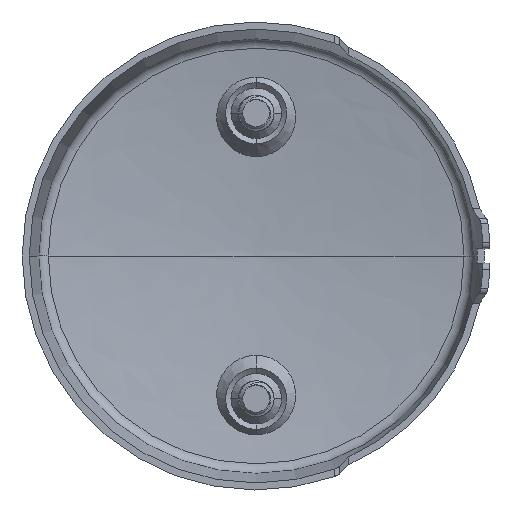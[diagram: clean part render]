
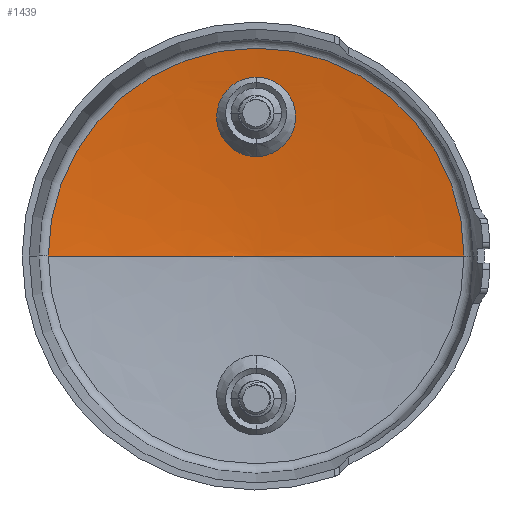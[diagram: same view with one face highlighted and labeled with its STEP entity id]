
A CAD part, front view. The second image highlights one B-rep face of the part: STEP entity #1439.
In plain terms, the highlighted free-form (B-spline) face has degree [3, 3] with [7, 4] control points.
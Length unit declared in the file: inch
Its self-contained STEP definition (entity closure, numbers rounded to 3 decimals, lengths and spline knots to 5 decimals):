
#155=CARTESIAN_POINT('',(0.,0.36677,0.));
#156=DIRECTION('',(0.,-1.,0.));
#157=DIRECTION('',(1.,0.,0.));
#158=AXIS2_PLACEMENT_3D('',#155,#156,#157);
#164=CARTESIAN_POINT('',(0.,0.39476,1.21506));
#165=CARTESIAN_POINT('',(-0.01866,0.39476,
1.21506));
#166=CARTESIAN_POINT('',(-0.05617,0.39516,
1.21117));
#167=CARTESIAN_POINT('',(-0.11146,0.39706,
1.19296));
#168=CARTESIAN_POINT('',(-0.16096,0.40014,
1.16348));
#169=CARTESIAN_POINT('',(-0.20218,0.40413,
1.12546));
#170=CARTESIAN_POINT('',(-0.23595,0.40917,
1.07776));
#171=CARTESIAN_POINT('',(-0.25867,0.41496,
1.02344));
#172=CARTESIAN_POINT('',(-0.2692,0.42108,
0.96659));
#173=CARTESIAN_POINT('',(-0.26744,0.42745,
0.90811));
#174=CARTESIAN_POINT('',(-0.25392,0.43346,
0.85379));
#175=CARTESIAN_POINT('',(-0.23188,0.4387,
0.80713));
#176=CARTESIAN_POINT('',(-0.20391,0.44314,
0.76819));
#177=CARTESIAN_POINT('',(-0.17171,0.44681,
0.73644));
#178=CARTESIAN_POINT('',(-0.13519,0.44983,
0.71074));
#179=CARTESIAN_POINT('',(-0.09483,0.45214,
0.69129));
#180=CARTESIAN_POINT('',(-0.04917,0.4537,
0.67827));
#181=CARTESIAN_POINT('',(-0.01659,0.45408,
0.67517));
#182=CARTESIAN_POINT('',(0.,0.45408,0.67517));
#187=CARTESIAN_POINT('',(0.,0.45408,0.67517));
#188=CARTESIAN_POINT('',(0.01655,0.45408,
0.67517));
#189=CARTESIAN_POINT('',(0.04907,0.4537,
0.67826));
#190=CARTESIAN_POINT('',(0.09471,0.45215,
0.69124));
#191=CARTESIAN_POINT('',(0.13511,0.44983,
0.71069));
#192=CARTESIAN_POINT('',(0.17159,0.44682,
0.73635));
#193=CARTESIAN_POINT('',(0.20382,0.44315,
0.76808));
#194=CARTESIAN_POINT('',(0.23183,0.43871,
0.80703));
#195=CARTESIAN_POINT('',(0.2539,0.43346,
0.85374));
#196=CARTESIAN_POINT('',(0.26743,0.42746,
0.90805));
#197=CARTESIAN_POINT('',(0.26921,0.42109,
0.96646));
#198=CARTESIAN_POINT('',(0.25872,0.41498,1.02327));
#199=CARTESIAN_POINT('',(0.23602,0.40918,1.07765));
#200=CARTESIAN_POINT('',(0.20226,0.40414,1.12537));
#201=CARTESIAN_POINT('',(0.16107,0.40015,1.16341));
#202=CARTESIAN_POINT('',(0.11149,0.39706,1.19296));
#203=CARTESIAN_POINT('',(0.05616,0.39516,1.21117));
#204=CARTESIAN_POINT('',(0.01865,0.39476,1.21506));
#205=CARTESIAN_POINT('',(0.,0.39476,1.21506));
#1114=CARTESIAN_POINT('',(0.33917,-11.26513,0.));
#1115=DIRECTION('',(0.,0.,1.));
#1116=DIRECTION('',(-0.029,1.,0.));
#1117=AXIS2_PLACEMENT_3D('',#1114,#1115,#1116);
#1122=CARTESIAN_POINT('',(-0.33917,-11.26513,0.));
#1123=DIRECTION('',(0.,0.,-1.));
#1124=DIRECTION('',(0.029,1.,0.));
#1125=AXIS2_PLACEMENT_3D('',#1122,#1123,#1124);
#1314=CARTESIAN_POINT('',(1.41226,0.36677,0.));
#1315=CARTESIAN_POINT('',(-1.41226,0.36677,0.));
#1316=VERTEX_POINT('',#1314);
#1317=VERTEX_POINT('',#1315);
#1318=CARTESIAN_POINT('',(0.,0.493,0.));
#1319=VERTEX_POINT('',#1318);
#1340=VERTEX_POINT('',#164);
#1341=VERTEX_POINT('',#182);
#1396=CARTESIAN_POINT('',(0.,0.493,0.));
#1397=CARTESIAN_POINT('',(0.48153,0.47908,
-0.03029));
#1398=CARTESIAN_POINT('',(0.96129,0.43553,
-0.06048));
#1399=CARTESIAN_POINT('',(1.43747,0.36251,
-0.09044));
#1400=CARTESIAN_POINT('',(0.,0.493,0.));
#1401=CARTESIAN_POINT('',(0.50017,0.47908,
0.26603));
#1402=CARTESIAN_POINT('',(0.9985,0.43553,
0.53109));
#1403=CARTESIAN_POINT('',(1.49312,0.36251,
0.79418));
#1404=CARTESIAN_POINT('',(0.,0.493,0.));
#1405=CARTESIAN_POINT('',(0.29692,0.47908,
0.48248));
#1406=CARTESIAN_POINT('',(0.59274,0.43553,
0.96319));
#1407=CARTESIAN_POINT('',(0.88636,0.36251,
1.44031));
#1408=CARTESIAN_POINT('',(0.,0.493,0.));
#1409=CARTESIAN_POINT('',(0.,0.47908,0.48248));
#1410=CARTESIAN_POINT('',(0.,0.43553,0.96319));
#1411=CARTESIAN_POINT('',(0.,0.36251,1.44031));
#1412=CARTESIAN_POINT('',(0.,0.493,0.));
#1413=CARTESIAN_POINT('',(-0.29692,0.47908,
0.48248));
#1414=CARTESIAN_POINT('',(-0.59274,0.43553,
0.96319));
#1415=CARTESIAN_POINT('',(-0.88636,0.36251,
1.44031));
#1416=CARTESIAN_POINT('',(0.,0.493,0.));
#1417=CARTESIAN_POINT('',(-0.50017,0.47908,
0.26603));
#1418=CARTESIAN_POINT('',(-0.9985,0.43553,
0.53109));
#1419=CARTESIAN_POINT('',(-1.49312,0.36251,
0.79418));
#1420=CARTESIAN_POINT('',(0.,0.493,0.));
#1421=CARTESIAN_POINT('',(-0.48153,0.47908,
-0.03029));
#1422=CARTESIAN_POINT('',(-0.96129,0.43553,
-0.06048));
#1423=CARTESIAN_POINT('',(-1.43747,0.36251,
-0.09044));
#1424=(BOUNDED_SURFACE()B_SPLINE_SURFACE(3,3,((#1396,#1397,#1398,#1399),(#1400,
#1401,#1402,#1403),(#1404,#1405,#1406,#1407),(#1408,#1409,#1410,#1411),(#1412,
#1413,#1414,#1415),(#1416,#1417,#1418,#1419),(#1420,#1421,#1422,#1423)),
.UNSPECIFIED.,.F.,.F.,.F.)B_SPLINE_SURFACE_WITH_KNOTS((4,3,4),(4,4),(0.,1.,
2.),(0.,1.),.UNSPECIFIED.)GEOMETRIC_REPRESENTATION_ITEM()RATIONAL_B_SPLINE_SURFACE(((1.188,1.187,1.187,1.188),(
0.938,0.937,0.937,0.938),(
0.938,0.937,0.937,0.938),(
1.188,1.187,1.187,1.188),(
0.938,0.937,0.937,0.938),(
0.938,0.937,0.937,0.938),(
1.188,1.187,1.187,1.188)))REPRESENTATION_ITEM('')SURFACE());
#1426=ORIENTED_EDGE('',*,*,#1425,.F.);
#1428=ORIENTED_EDGE('',*,*,#1427,.F.);
#1430=ORIENTED_EDGE('',*,*,#1429,.T.);
#1431=EDGE_LOOP('',(#1426,#1428,#1430));
#1432=FACE_OUTER_BOUND('',#1431,.F.);
#1434=ORIENTED_EDGE('',*,*,#1433,.T.);
#1436=ORIENTED_EDGE('',*,*,#1435,.T.);
#1437=EDGE_LOOP('',(#1434,#1436));
#1438=FACE_BOUND('',#1437,.F.);
#159=CIRCLE('',#158,1.41226);
#183=B_SPLINE_CURVE_WITH_KNOTS('',3,(#164,#165,#166,#167,#168,#169,#170,#171,
#172,#173,#174,#175,#176,#177,#178,#179,#180,#181,#182),.UNSPECIFIED.,.F.,.F.,
(4,1,1,1,1,1,1,1,1,1,1,1,1,1,1,1,4),(0.,0.0625,0.125,0.1875,0.25,
0.3125,0.375,0.4375,0.5,0.5625,0.625,0.6875,0.75,0.8125,
0.875,0.9375,1.),.UNSPECIFIED.);
#206=B_SPLINE_CURVE_WITH_KNOTS('',3,(#187,#188,#189,#190,#191,#192,#193,#194,
#195,#196,#197,#198,#199,#200,#201,#202,#203,#204,#205),.UNSPECIFIED.,.F.,.F.,
(4,1,1,1,1,1,1,1,1,1,1,1,1,1,1,1,4),(0.,0.0625,0.125,0.1875,0.25,
0.3125,0.375,0.4375,0.5,0.5625,0.625,0.6875,0.75,0.8125,
0.875,0.9375,1.),.UNSPECIFIED.);
#1118=CIRCLE('',#1117,11.76302);
#1126=CIRCLE('',#1125,11.76302);
#1425=EDGE_CURVE('',#1316,#1317,#159,.T.);
#1427=EDGE_CURVE('',#1319,#1316,#1126,.T.);
#1429=EDGE_CURVE('',#1319,#1317,#1118,.T.);
#1433=EDGE_CURVE('',#1340,#1341,#183,.T.);
#1435=EDGE_CURVE('',#1341,#1340,#206,.T.);
#1439=ADVANCED_FACE('',(#1432,#1438),#1424,.F.);
